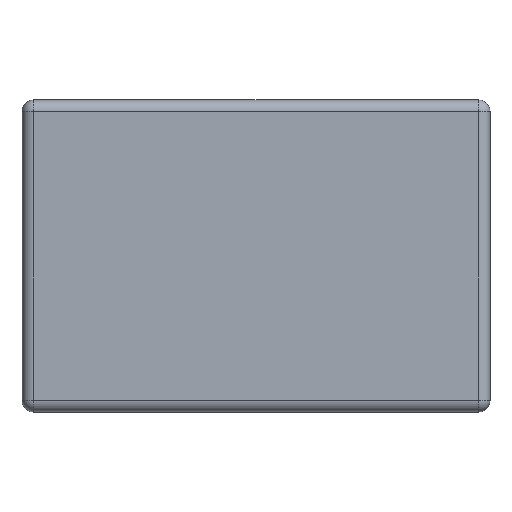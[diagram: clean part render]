
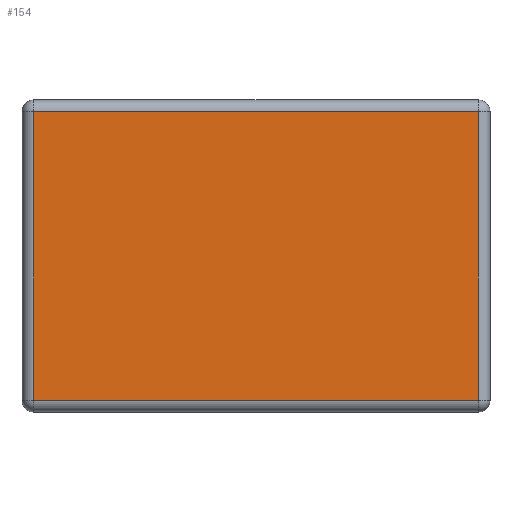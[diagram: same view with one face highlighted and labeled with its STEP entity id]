
A CAD part, top view. The second image highlights one B-rep face of the part: STEP entity #154.
In plain terms, the highlighted planar face has unit normal (0, 0, 1).
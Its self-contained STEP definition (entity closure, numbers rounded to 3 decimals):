
#154 = ADVANCED_FACE( '', ( #363 ), #364, .T. );
#363 = FACE_OUTER_BOUND( '', #636, .T. );
#364 = PLANE( '', #637 );
#636 = EDGE_LOOP( '', ( #1027, #1028, #1029, #1030 ) );
#637 = AXIS2_PLACEMENT_3D( '', #1031, #1032, #1033 );
#1027 = ORIENTED_EDGE( '', *, *, #1652, .T. );
#1028 = ORIENTED_EDGE( '', *, *, #1666, .T. );
#1029 = ORIENTED_EDGE( '', *, *, #1607, .T. );
#1030 = ORIENTED_EDGE( '', *, *, #1667, .T. );
#1031 = CARTESIAN_POINT( '', ( 0., 0., 19. ) );
#1032 = DIRECTION( '', ( 0., 0., 1. ) );
#1033 = DIRECTION( '', ( 1., 0., 0. ) );
#1607 = EDGE_CURVE( '', #1841, #1926, #1928, .T. );
#1652 = EDGE_CURVE( '', #1955, #1996, #1998, .T. );
#1666 = EDGE_CURVE( '', #1996, #1841, #2019, .T. );
#1667 = EDGE_CURVE( '', #1926, #1955, #2020, .T. );
#1841 = VERTEX_POINT( '', #2245 );
#1926 = VERTEX_POINT( '', #2354 );
#1928 = LINE( '', #2356, #2357 );
#1955 = VERTEX_POINT( '', #2394 );
#1996 = VERTEX_POINT( '', #2452 );
#1998 = LINE( '', #2454, #2455 );
#2019 = LINE( '', #2485, #2486 );
#2020 = LINE( '', #2487, #2488 );
#2245 = CARTESIAN_POINT( '', ( -28.5, 18.5, 19. ) );
#2354 = CARTESIAN_POINT( '', ( -28.5, -18.5, 19. ) );
#2356 = CARTESIAN_POINT( '', ( -28.5, -20., 19. ) );
#2357 = VECTOR( '', #2870, 1000. );
#2394 = CARTESIAN_POINT( '', ( 28.5, -18.5, 19. ) );
#2452 = CARTESIAN_POINT( '', ( 28.5, 18.5, 19. ) );
#2454 = CARTESIAN_POINT( '', ( 28.5, 20., 19. ) );
#2455 = VECTOR( '', #2916, 1000. );
#2485 = CARTESIAN_POINT( '', ( -30., 18.5, 19. ) );
#2486 = VECTOR( '', #2926, 1000. );
#2487 = CARTESIAN_POINT( '', ( 30., -18.5, 19. ) );
#2488 = VECTOR( '', #2927, 1000. );
#2870 = DIRECTION( '', ( 0., -1., 0. ) );
#2916 = DIRECTION( '', ( 0., 1., 0. ) );
#2926 = DIRECTION( '', ( -1., 0., 0. ) );
#2927 = DIRECTION( '', ( 1., 0., 0. ) );
